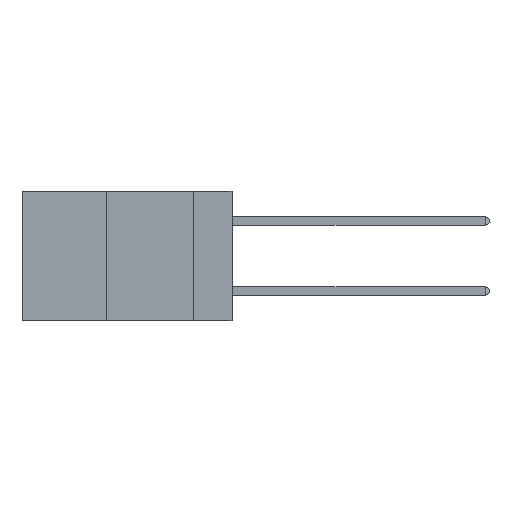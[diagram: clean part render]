
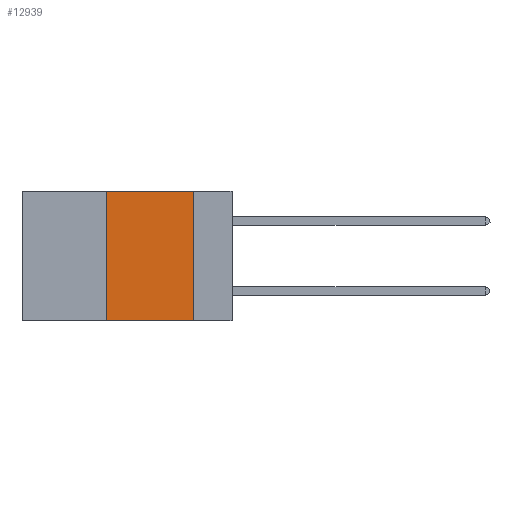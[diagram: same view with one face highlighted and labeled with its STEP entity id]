
A CAD part, left-side view. The second image highlights one B-rep face of the part: STEP entity #12939.
In plain terms, the highlighted planar face has unit normal (-1, 0, 0).
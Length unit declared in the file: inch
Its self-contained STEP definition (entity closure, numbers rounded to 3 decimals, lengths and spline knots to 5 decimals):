
#761 = VECTOR ( 'NONE', #3505, 39.37008 ) ;
#1262 = CARTESIAN_POINT ( 'NONE',  ( 0., 0.6, 0. ) ) ;
#1686 = VECTOR ( 'NONE', #13415, 39.37008 ) ;
#2296 = LINE ( 'NONE', #1262, #1686 ) ;
#3505 = DIRECTION ( 'NONE',  ( 0., 0., 1. ) ) ;
#3518 = LINE ( 'NONE', #8640, #11417 ) ;
#3534 = VERTEX_POINT ( 'NONE', #4170 ) ;
#3585 = EDGE_CURVE ( 'NONE', #3534, #9795, #15262, .T. ) ;
#4170 = CARTESIAN_POINT ( 'NONE',  ( 0., 0.11, 0. ) ) ;
#5649 = CARTESIAN_POINT ( 'NONE',  ( 0., 0.36, -0.37 ) ) ;
#6535 = CARTESIAN_POINT ( 'NONE',  ( 0., 0.11, -0.37 ) ) ;
#7348 = DIRECTION ( 'NONE',  ( 0., -1., 0. ) ) ;
#7769 = CARTESIAN_POINT ( 'NONE',  ( 0., 0.11, 0. ) ) ;
#7984 = VERTEX_POINT ( 'NONE', #5649 ) ;
#8055 = VECTOR ( 'NONE', #10259, 39.37008 ) ;
#8640 = CARTESIAN_POINT ( 'NONE',  ( 0., 0.6, -0.37 ) ) ;
#8772 = ORIENTED_EDGE ( 'NONE', *, *, #3585, .F. ) ;
#8894 = FACE_OUTER_BOUND ( 'NONE', #10672, .T. ) ;
#9045 = ORIENTED_EDGE ( 'NONE', *, *, #12822, .F. ) ;
#9795 = VERTEX_POINT ( 'NONE', #6535 ) ;
#10259 = DIRECTION ( 'NONE',  ( 0., 0., -1. ) ) ;
#10672 = EDGE_LOOP ( 'NONE', ( #8772, #9045, #11220, #11399 ) ) ;
#11220 = ORIENTED_EDGE ( 'NONE', *, *, #13268, .F. ) ;
#11399 = ORIENTED_EDGE ( 'NONE', *, *, #15121, .T. ) ;
#11417 = VECTOR ( 'NONE', #7348, 39.37008 ) ;
#11433 = PLANE ( 'NONE',  #13251 ) ;
#11971 = CARTESIAN_POINT ( 'NONE',  ( 0., 0.36, 0. ) ) ;
#12471 = DIRECTION ( 'NONE',  ( 1., 0., 0. ) ) ;
#12613 = CARTESIAN_POINT ( 'NONE',  ( 0., 0.6, 0. ) ) ;
#12822 = EDGE_CURVE ( 'NONE', #14246, #3534, #2296, .T. ) ;
#12939 = ADVANCED_FACE ( 'NONE', ( #8894 ), #11433, .F. ) ;
#13251 = AXIS2_PLACEMENT_3D ( 'NONE', #12613, #12471, #13816 ) ;
#13268 = EDGE_CURVE ( 'NONE', #7984, #14246, #13490, .T. ) ;
#13415 = DIRECTION ( 'NONE',  ( 0., -1., 0. ) ) ;
#13490 = LINE ( 'NONE', #14428, #761 ) ;
#13816 = DIRECTION ( 'NONE',  ( 0., 0., -1. ) ) ;
#14246 = VERTEX_POINT ( 'NONE', #11971 ) ;
#14428 = CARTESIAN_POINT ( 'NONE',  ( 0., 0.36, 0. ) ) ;
#15121 = EDGE_CURVE ( 'NONE', #7984, #9795, #3518, .T. ) ;
#15262 = LINE ( 'NONE', #7769, #8055 ) ;
